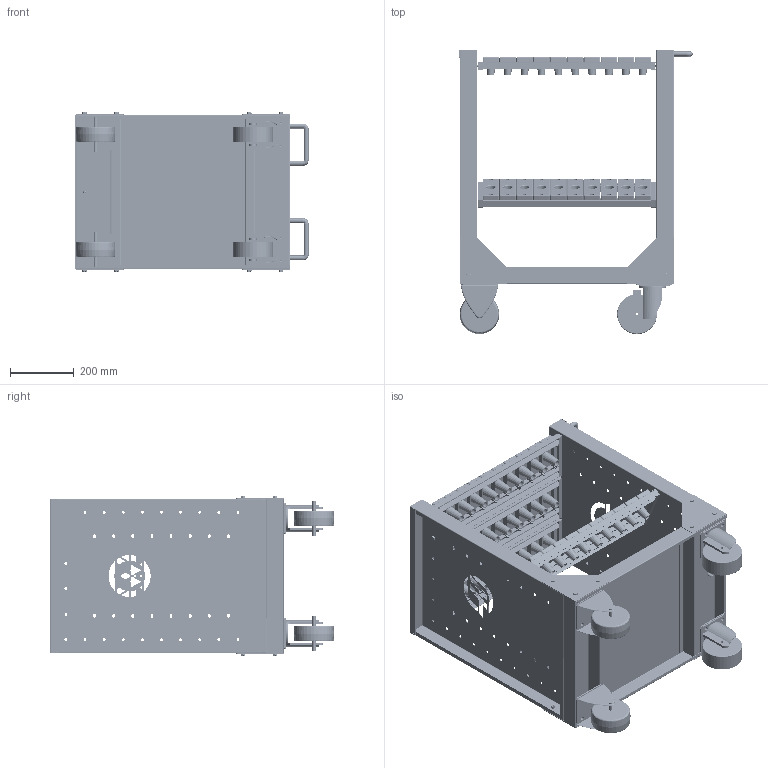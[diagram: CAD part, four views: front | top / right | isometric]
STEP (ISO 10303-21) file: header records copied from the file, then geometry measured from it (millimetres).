
FILE_DESCRIPTION (( 'STEP AP214' ), '1' );
FILE_NAME ('CNC Tool Holder Trolley - BT 30.STEP', '2021-10-04T21:50:04', ( '' ), ( '' ), 'SwSTEP 2.0', 'SolidWorks 2020', '' );
FILE_SCHEMA (( 'AUTOMOTIVE_DESIGN' ));
Length unit declared in the file: inch
Products named in the file (28): ROLL CABINET HANDLE-1; 123Cnc Sq Trolley Side Perfo Shelf LH3_LH; CNC Tool Holder Trolley - BT 30; GROZ-Rev(02)-NEW-331-Rev-01=r swivel_Wheel-A_100x32; ROLL CABINET HANDLE-2; GROZ-Rev(02)-NEW-331-Rev-01=Ro...; STDWHEEL PLATE 170x100x6 = MEPL2121021017001003; STDCnc Sq-Rect Trolley Tool Holder Side Support3; H 01 43 15_HEXAGON WELD NUT_M08; 123Cnc Sq Trolley Side Perfo Shelf LH3; CNC Tool Holder3_BT-30; GROZ-Rev(02)-NEW-331-Rev-01=r ...; CNC Tool Holder Frame Front Channel3; ROLL CABINET HANDLE-4; H 01 02 02_HEX BOLT_M08 X 20; CNC SQ TYPE TROLLEY BASE; STDCnc Sq-Rect Trolley Gusset3; SQ.  REF PIPE 25 x 50 D; ROLL CABINET HANDLE-3; STDCnc Sq Trolley Wheel Support Pipe3; GROZ-Rev(02)-NEW-331-Rev-01=Roller_Unit_FIX WHEEL-A; GROZ-Rev(02)-NEW-331-Rev-01=r ...-1; ROLL CABINET HANDLE; GROZ-Rev(02)-NEW-331-Rev-01=Roller_Unit_SW WHEEL-A; Nut Insert M83_1
Assembly tree (145 placements, depth 3):
  CNC Tool Holder Trolley - BT 30
    CNC SQ TYPE TROLLEY BASE
    STDCnc Sq Trolley Wheel Support Pipe3  x2
    STDWHEEL PLATE 170x100x6 = MEPL2121021017001003  x4
    GROZ-Rev(02)-NEW-331-Rev-01=Roller_Unit_FIX WHEEL-A  x2
    GROZ-Rev(02)-NEW-331-Rev-01=Ro...  x2
      GROZ-Rev(02)-NEW-331-Rev-01=Roller_Unit_SW WHEEL-A
      GROZ-Rev(02)-NEW-331-Rev-01=Ro...
    GROZ-Rev(02)-NEW-331-Rev-01=r ...  x2
      GROZ-Rev(02)-NEW-331-Rev-01=r swivel_Wheel-A_100x32
      GROZ-Rev(02)-NEW-331-Rev-01=r ...
      GROZ-Rev(02)-NEW-331-Rev-01=r ...-1
    H 01 43 15_HEXAGON WELD NUT_M08  x16
    SQ.  REF PIPE 25 x 50 D  x2
    123Cnc Sq Trolley Side Perfo Shelf LH3_LH
    Nut Insert M83_1  x4
    STDCnc Sq-Rect Trolley Gusset3  x4
    123Cnc Sq Trolley Side Perfo Shelf LH3
    H 01 02 02_HEX BOLT_M08 X 20  x22
    STDCnc Sq-Rect Trolley Tool Holder Side Support3  x10
    CNC Tool Holder Frame Front Channel3  x10
    CNC Tool Holder3_BT-30  x50
    ROLL CABINET HANDLE  x2
      ROLL CABINET HANDLE
      ROLL CABINET HANDLE-1
      ROLL CABINET HANDLE-2
      ROLL CABINET HANDLE-3
      ROLL CABINET HANDLE-4
Bounding box: 732.35 x 891.5 x 499.6 mm (x, y, z)
Volume: 7562647 mm3; surface area: 6865948.1 mm2
Topology: 149 solids, 149 shells, 9350 faces, 23824 edges, 15040 vertices
Faces by surface type: cylinder 3508, plane 3478, cone 1980, bspline 384
Entity records: 50656 total; most frequent: CARTESIAN_POINT 16602, DIRECTION 6416, ORIENTED_EDGE 6008, EDGE_CURVE 3004, AXIS2_PLACEMENT_3D 2362, VERTEX_POINT 1916, LINE 1692, VECTOR 1692
